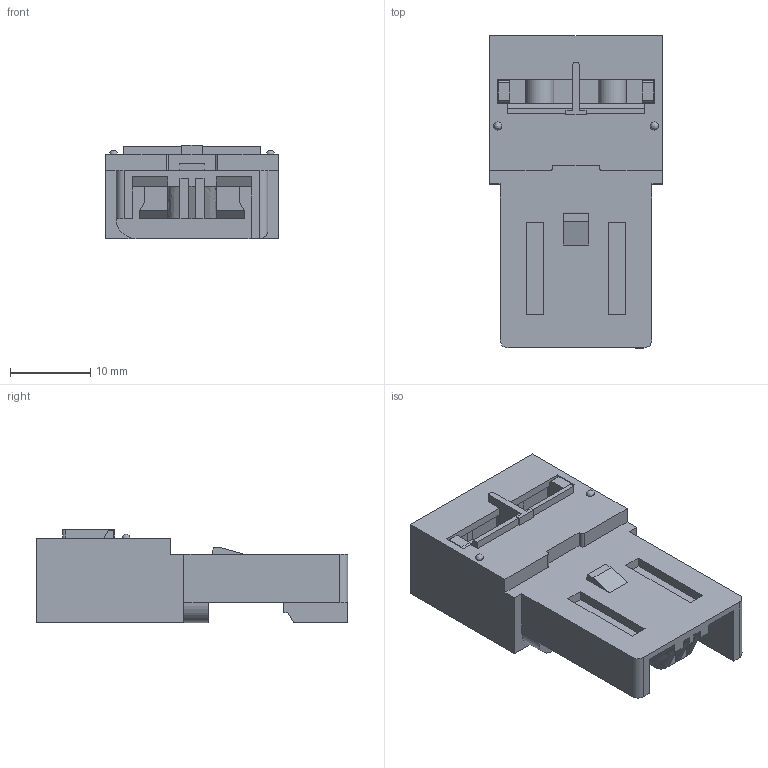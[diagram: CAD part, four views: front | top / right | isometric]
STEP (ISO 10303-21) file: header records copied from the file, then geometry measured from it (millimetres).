
FILE_DESCRIPTION (( 'STEP AP214' ), '1' );
FILE_NAME ('BZ0KIB.step', '2019-06-24T15:33:47', ( '' ), ( '' ), 'SwSTEP 2.0', 'SolidWorks 2018', '' );
FILE_SCHEMA (( 'AUTOMOTIVE_DESIGN' ));
Length unit declared in the file: inch
Products named in the file (1): BZ0KIB
Bounding box: 21.5 x 38.8 x 11.6 mm (x, y, z)
Volume: 4882.6 mm3; surface area: 5380.8 mm2
Topology: 6 solids, 6 shells, 260 faces, 715 edges, 471 vertices
Faces by surface type: plane 196, cylinder 59, bspline 5
Entity records: 11851 total; most frequent: CARTESIAN_POINT 1802, ORIENTED_EDGE 1422, DIRECTION 1267, EDGE_CURVE 711, LINE 563, VECTOR 563, VERTEX_POINT 471, AXIS2_PLACEMENT_3D 352
